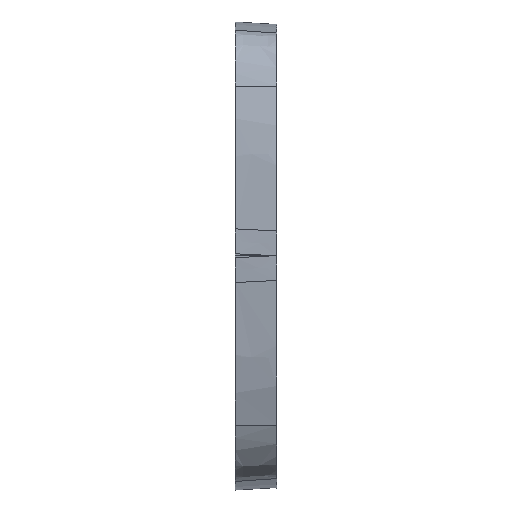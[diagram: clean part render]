
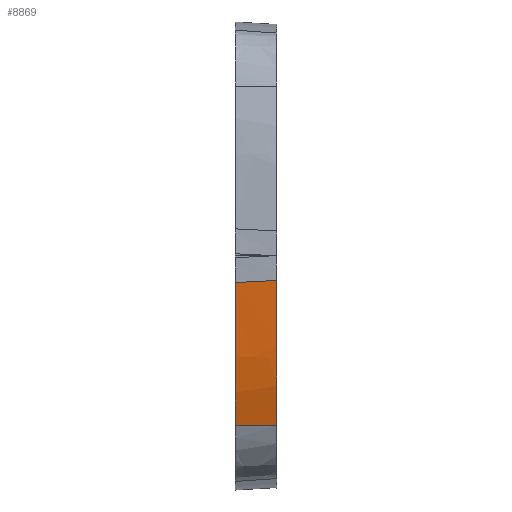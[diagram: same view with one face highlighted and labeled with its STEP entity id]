
A CAD part, top view. The second image highlights one B-rep face of the part: STEP entity #8869.
In plain terms, the highlighted free-form (B-spline) face has degree [5, 5] with [6, 9] control points.
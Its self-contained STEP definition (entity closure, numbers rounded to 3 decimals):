
#630=CARTESIAN_POINT('Vertex',(0.,-15.015,235.838)) ;
#634=CARTESIAN_POINT('Control Point',(0.,-15.015,235.838)) ;
#635=CARTESIAN_POINT('Control Point',(0.,-15.051,235.837)) ;
#636=CARTESIAN_POINT('Control Point',(0.,-15.086,235.836)) ;
#637=CARTESIAN_POINT('Control Point',(0.,-15.122,235.836)) ;
#638=CARTESIAN_POINT('Control Point',(0.,-21.622,235.693)) ;
#639=CARTESIAN_POINT('Control Point',(0.,-28.12,235.466)) ;
#640=CARTESIAN_POINT('Control Point',(0.,-34.577,235.141)) ;
#641=CARTESIAN_POINT('Control Point',(0.,-46.798,234.307)) ;
#642=CARTESIAN_POINT('Control Point',(0.,-58.974,232.969)) ;
#643=CARTESIAN_POINT('Control Point',(0.,-64.704,232.207)) ;
#644=CARTESIAN_POINT('Control Point',(0.,-75.753,230.44)) ;
#645=CARTESIAN_POINT('Control Point',(0.,-86.667,227.979)) ;
#646=CARTESIAN_POINT('Control Point',(0.,-91.895,226.601)) ;
#647=CARTESIAN_POINT('Control Point',(0.,-97.181,224.962)) ;
#648=CARTESIAN_POINT('Control Point',(0.,-102.359,223.031)) ;
#649=CARTESIAN_POINT('Control Point',(0.,-102.481,222.986)) ;
#650=CARTESIAN_POINT('Control Point',(0.,-102.597,222.942)) ;
#651=CARTESIAN_POINT('Control Point',(0.,-102.713,222.898)) ;
#652=CARTESIAN_POINT('Vertex',(0.,-102.713,222.898)) ;
#2757=CARTESIAN_POINT('Vertex',(-25.,-102.611,222.402)) ;
#2761=CARTESIAN_POINT('Control Point',(-25.,-16.247,234.404)) ;
#2762=CARTESIAN_POINT('Control Point',(-25.,-21.654,234.285)) ;
#2763=CARTESIAN_POINT('Control Point',(-25.,-27.059,234.109)) ;
#2764=CARTESIAN_POINT('Control Point',(-25.,-32.462,233.869)) ;
#2765=CARTESIAN_POINT('Control Point',(-25.,-44.392,233.176)) ;
#2766=CARTESIAN_POINT('Control Point',(-25.,-56.292,232.062)) ;
#2767=CARTESIAN_POINT('Control Point',(-25.,-62.788,231.305)) ;
#2768=CARTESIAN_POINT('Control Point',(-25.,-74.663,229.594)) ;
#2769=CARTESIAN_POINT('Control Point',(-25.,-86.405,227.143)) ;
#2770=CARTESIAN_POINT('Control Point',(-25.,-91.703,225.851)) ;
#2771=CARTESIAN_POINT('Control Point',(-25.,-97.05,224.316)) ;
#2772=CARTESIAN_POINT('Control Point',(-25.,-102.304,222.508)) ;
#2773=CARTESIAN_POINT('Control Point',(-25.,-102.409,222.472)) ;
#2774=CARTESIAN_POINT('Control Point',(-25.,-102.51,222.437)) ;
#2775=CARTESIAN_POINT('Control Point',(-25.,-102.611,222.402)) ;
#2776=CARTESIAN_POINT('Vertex',(-25.,-16.247,234.404)) ;
#8607=CARTESIAN_POINT('Control Point',(-25.,-102.611,222.402)) ;
#8608=CARTESIAN_POINT('Control Point',(-16.865,-102.653,222.594)) ;
#8609=CARTESIAN_POINT('Control Point',(-8.533,-102.687,222.759)) ;
#8610=CARTESIAN_POINT('Control Point',(0.,-102.713,222.898)) ;
#8792=CARTESIAN_POINT('Control Point',(-25.,-14.947,234.431)) ;
#8793=CARTESIAN_POINT('Control Point',(-25.001,-24.416,234.241)) ;
#8794=CARTESIAN_POINT('Control Point',(-25.003,-33.893,233.882)) ;
#8795=CARTESIAN_POINT('Control Point',(-25.006,-43.285,233.311)) ;
#8796=CARTESIAN_POINT('Control Point',(-25.015,-61.715,231.662)) ;
#8797=CARTESIAN_POINT('Control Point',(-25.031,-79.072,228.834)) ;
#8798=CARTESIAN_POINT('Control Point',(-25.041,-87.393,227.083)) ;
#8799=CARTESIAN_POINT('Control Point',(-25.054,-95.266,224.953)) ;
#8800=CARTESIAN_POINT('Control Point',(-25.07,-102.61,222.4)) ;
#8801=CARTESIAN_POINT('Control Point',(-20.105,-14.96,234.721)) ;
#8802=CARTESIAN_POINT('Control Point',(-20.106,-24.438,234.527)) ;
#8803=CARTESIAN_POINT('Control Point',(-20.108,-33.923,234.163)) ;
#8804=CARTESIAN_POINT('Control Point',(-20.111,-43.324,233.583)) ;
#8805=CARTESIAN_POINT('Control Point',(-20.12,-61.767,231.911)) ;
#8806=CARTESIAN_POINT('Control Point',(-20.136,-79.127,229.041)) ;
#8807=CARTESIAN_POINT('Control Point',(-20.146,-87.444,227.264)) ;
#8808=CARTESIAN_POINT('Control Point',(-20.159,-95.309,225.104)) ;
#8809=CARTESIAN_POINT('Control Point',(-20.176,-102.636,222.516)) ;
#8810=CARTESIAN_POINT('Control Point',(-15.15,-14.973,235.006)) ;
#8811=CARTESIAN_POINT('Control Point',(-15.151,-24.46,234.81)) ;
#8812=CARTESIAN_POINT('Control Point',(-15.153,-33.954,234.44)) ;
#8813=CARTESIAN_POINT('Control Point',(-15.156,-43.362,233.852)) ;
#8814=CARTESIAN_POINT('Control Point',(-15.166,-61.819,232.154)) ;
#8815=CARTESIAN_POINT('Control Point',(-15.182,-79.181,229.242)) ;
#8816=CARTESIAN_POINT('Control Point',(-15.192,-87.495,227.439)) ;
#8817=CARTESIAN_POINT('Control Point',(-15.205,-95.351,225.247)) ;
#8818=CARTESIAN_POINT('Control Point',(-15.222,-102.659,222.623)) ;
#8819=CARTESIAN_POINT('Control Point',(-10.136,-14.987,235.288)) ;
#8820=CARTESIAN_POINT('Control Point',(-10.137,-24.482,235.088)) ;
#8821=CARTESIAN_POINT('Control Point',(-10.139,-33.985,234.713)) ;
#8822=CARTESIAN_POINT('Control Point',(-10.142,-43.402,234.116)) ;
#8823=CARTESIAN_POINT('Control Point',(-10.151,-61.871,232.393)) ;
#8824=CARTESIAN_POINT('Control Point',(-10.168,-79.235,229.436)) ;
#8825=CARTESIAN_POINT('Control Point',(-10.179,-87.546,227.607)) ;
#8826=CARTESIAN_POINT('Control Point',(-10.192,-95.391,225.382)) ;
#8827=CARTESIAN_POINT('Control Point',(-10.208,-102.68,222.723)) ;
#8828=CARTESIAN_POINT('Control Point',(-5.061,-15.001,235.567)) ;
#8829=CARTESIAN_POINT('Control Point',(-5.062,-24.505,235.364)) ;
#8830=CARTESIAN_POINT('Control Point',(-5.064,-34.017,234.982)) ;
#8831=CARTESIAN_POINT('Control Point',(-5.067,-43.441,234.376)) ;
#8832=CARTESIAN_POINT('Control Point',(-5.077,-61.924,232.626)) ;
#8833=CARTESIAN_POINT('Control Point',(-5.094,-79.289,229.625)) ;
#8834=CARTESIAN_POINT('Control Point',(-5.104,-87.595,227.768)) ;
#8835=CARTESIAN_POINT('Control Point',(-5.118,-95.43,225.511)) ;
#8836=CARTESIAN_POINT('Control Point',(-5.134,-102.698,222.815)) ;
#8837=CARTESIAN_POINT('Control Point',(0.074,-15.015,235.842)) ;
#8838=CARTESIAN_POINT('Control Point',(0.073,-24.528,235.635)) ;
#8839=CARTESIAN_POINT('Control Point',(0.071,-34.049,235.247)) ;
#8840=CARTESIAN_POINT('Control Point',(0.068,-43.482,234.632)) ;
#8841=CARTESIAN_POINT('Control Point',(0.058,-61.978,232.855)) ;
#8842=CARTESIAN_POINT('Control Point',(0.041,-79.342,229.808)) ;
#8843=CARTESIAN_POINT('Control Point',(0.03,-87.644,227.923)) ;
#8844=CARTESIAN_POINT('Control Point',(0.017,-95.467,225.632)) ;
#8845=CARTESIAN_POINT('Control Point',(0.,-102.713,222.898)) ;
#8847=CARTESIAN_POINT('Control Point',(0.,-15.015,235.838)) ;
#8848=CARTESIAN_POINT('Control Point',(-1.74,-15.016,235.744)) ;
#8849=CARTESIAN_POINT('Control Point',(-3.424,-15.02,235.653)) ;
#8850=CARTESIAN_POINT('Control Point',(-4.971,-15.031,235.569)) ;
#8851=CARTESIAN_POINT('Control Point',(-7.988,-15.071,235.402)) ;
#8852=CARTESIAN_POINT('Control Point',(-10.815,-15.155,235.243)) ;
#8853=CARTESIAN_POINT('Control Point',(-12.206,-15.209,235.164)) ;
#8854=CARTESIAN_POINT('Control Point',(-14.499,-15.321,235.032)) ;
#8855=CARTESIAN_POINT('Control Point',(-16.808,-15.475,234.897)) ;
#8856=CARTESIAN_POINT('Control Point',(-17.741,-15.543,234.842)) ;
#8857=CARTESIAN_POINT('Control Point',(-19.688,-15.7,234.727)) ;
#8858=CARTESIAN_POINT('Control Point',(-21.736,-15.894,234.604)) ;
#8859=CARTESIAN_POINT('Control Point',(-22.808,-16.003,234.538)) ;
#8860=CARTESIAN_POINT('Control Point',(-23.905,-16.121,234.471)) ;
#8861=CARTESIAN_POINT('Control Point',(-25.,-16.247,234.404)) ;
#654=EDGE_CURVE('',#631,#653,#633,.T.) ;
#2778=EDGE_CURVE('',#2777,#2758,#2760,.T.) ;
#8611=EDGE_CURVE('',#653,#2758,#8606,.F.) ;
#8862=EDGE_CURVE('',#631,#2777,#8846,.T.) ;
#8864=ORIENTED_EDGE('',*,*,#654,.F.) ;
#8865=ORIENTED_EDGE('',*,*,#8862,.T.) ;
#8866=ORIENTED_EDGE('',*,*,#2778,.T.) ;
#8867=ORIENTED_EDGE('',*,*,#8611,.F.) ;
#8863=EDGE_LOOP('',(#8864,#8865,#8866,#8867)) ;
#631=VERTEX_POINT('',#630) ;
#653=VERTEX_POINT('',#652) ;
#2758=VERTEX_POINT('',#2757) ;
#2777=VERTEX_POINT('',#2776) ;
#8869=ADVANCED_FACE('PartBody',(#8868),#8791,.F.) ;
#633=B_SPLINE_CURVE_WITH_KNOTS('',5,(#634,#635,#636,#637,#638,#639,#640,#641,#642,#643,#644,#645,#646,#647,#648,#649,#650,#651),.UNSPECIFIED.,.F.,.U.,(6,3,3,3,3,6),(0.,0.179,32.51,61.415,88.429,89.048),.UNSPECIFIED.) ;
#2760=B_SPLINE_CURVE_WITH_KNOTS('',5,(#2761,#2762,#2763,#2764,#2765,#2766,#2767,#2768,#2769,#2770,#2771,#2772,#2773,#2774,#2775),.UNSPECIFIED.,.F.,.U.,(6,3,3,3,6),(1.3,28.341,61.05,88.297,88.83),.UNSPECIFIED.) ;
#8606=B_SPLINE_CURVE_WITH_KNOTS('',3,(#8607,#8608,#8609,#8610),.UNSPECIFIED.,.F.,.U.,(4,4),(-0.059,0.),.UNSPECIFIED.) ;
#8846=B_SPLINE_CURVE_WITH_KNOTS('',5,(#8847,#8848,#8849,#8850,#8851,#8852,#8853,#8854,#8855,#8856,#8857,#8858,#8859,#8860,#8861),.UNSPECIFIED.,.F.,.U.,(6,3,3,3,6),(0.009,0.73,1.46,1.947,2.452),.UNSPECIFIED.) ;
#8791=B_SPLINE_SURFACE_WITH_KNOTS('',5,5,((#8792,#8793,#8794,#8795,#8796,#8797,#8798,#8799,#8800),(#8801,#8802,#8803,#8804,#8805,#8806,#8807,#8808,#8809),(#8810,#8811,#8812,#8813,#8814,#8815,#8816,#8817,#8818),(#8819,#8820,#8821,#8822,#8823,#8824,#8825,#8826,#8827),(#8828,#8829,#8830,#8831,#8832,#8833,#8834,#8835,#8836),(#8837,#8838,#8839,#8840,#8841,#8842,#8843,#8844,#8845)),.UNSPECIFIED.,.F.,.F.,.U.,(6,6),(6,3,6),(-0.06,0.),(0.137,0.568,1.),.UNSPECIFIED.) ;
#8868=FACE_OUTER_BOUND('',#8863,.T.) ;
